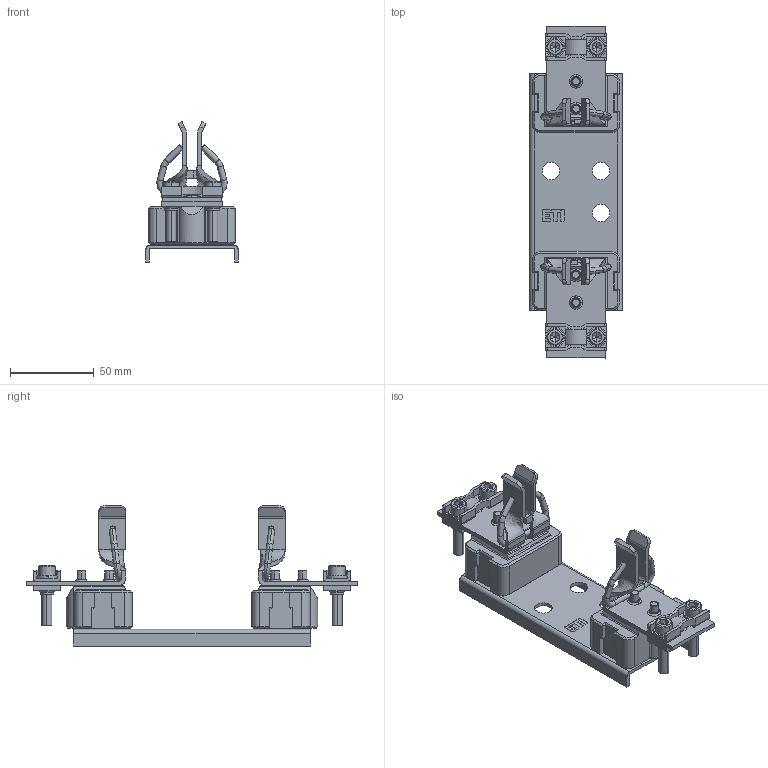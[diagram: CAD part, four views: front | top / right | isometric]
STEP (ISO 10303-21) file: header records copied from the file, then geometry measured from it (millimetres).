
FILE_DESCRIPTION((''),'2;1');
FILE_NAME('004123100_PK1_M10-M10_1P_S_ASM','2023-10-23T07:48:37',('klemen.sitar'),('Audax d.o.o.'),'CREO PARAMETRIC BY PTC INC, 2021304','CREO PARAMETRIC BY PTC INC, 2021304','');
FILE_SCHEMA(('AP242_MANAGED_MODEL_BASED_3D_ENGINEERING_MIM_LF { 1 0 10303 442 1 1 4 }'));
Length unit declared in the file: millimetre
Products named in the file (18): 0000038637_1_1; 0000038447_1_1_2_1; 0000038645_AF0_1_1_2_1; 0000038645_AF1_1_1_2_1; 0000032606_1_1; BOTTOM_1; PRT0002; 0000053822_1_1; 0000053839_1_1; 0000053840_1_1; 0000053842_1_1; S12_TOP__ASM; 0000053839_1_1_1_1; 0000053840_1_1_1_1; 0000053822_1_1_1_1; 0000053842_1_1_1_1; S12_BOT_ASM; 004123100_PK1_M10-M10_1P_S_ASM
Assembly tree (26 placements, depth 3):
  004123100_PK1_M10-M10_1P_S_ASM
    0000038637_1_1  x2
    0000038447_1_1_2_1  x2
    0000038645_AF0_1_1_2_1
    0000038645_AF1_1_1_2_1
    0000032606_1_1  x4
    BOTTOM_1
    PRT0002
    S12_TOP__ASM
      0000053822_1_1  x2
      0000053839_1_1
      0000053840_1_1
      0000053842_1_1  x2
    S12_BOT_ASM
      0000053839_1_1_1_1
      0000053840_1_1_1_1
      0000053822_1_1_1_1  x2
      0000053842_1_1_1_1  x2
Bounding box: 55.02 x 198 x 83.6 mm (x, y, z)
Volume: 137692.2 mm3; surface area: 73115.7 mm2
Topology: 26 solids, 50 shells, 985 faces, 2462 edges, 1576 vertices
Faces by surface type: plane 553, cylinder 280, cone 66, torus 64, bspline 22
Entity records: 41621 total; most frequent: CARTESIAN_POINT 13530, DIRECTION 3329, ORIENTED_EDGE 3030, PRESENTATION_STYLE_ASSIGNMENT 2177, STYLED_ITEM 2177, CURVE_STYLE 1539, EDGE_CURVE 1539, AXIS2_PLACEMENT_3D 1191
